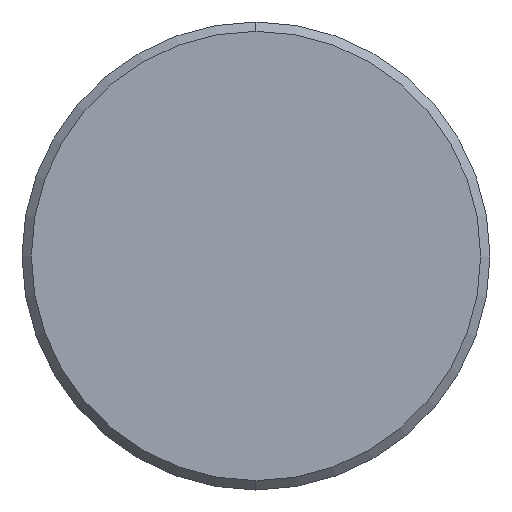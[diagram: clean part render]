
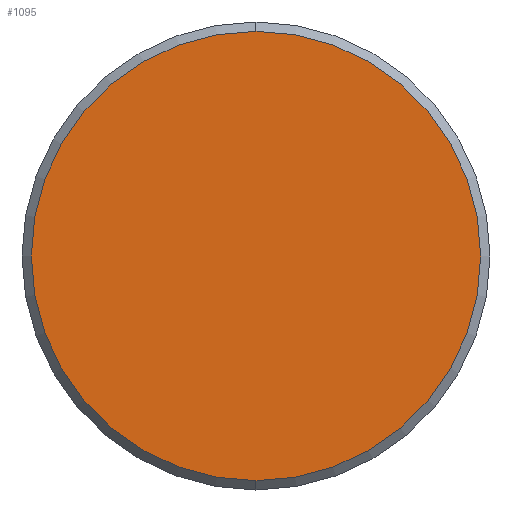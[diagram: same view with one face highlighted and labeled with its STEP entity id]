
A CAD part, left-side view. The second image highlights one B-rep face of the part: STEP entity #1095.
In plain terms, the highlighted planar face has unit normal (-1, 0, 0).
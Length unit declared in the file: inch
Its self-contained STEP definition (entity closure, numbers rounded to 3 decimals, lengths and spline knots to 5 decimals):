
#33 = VERTEX_POINT ( 'NONE', #1301 ) ;
#75 = CARTESIAN_POINT ( 'NONE',  ( 0., 0.5, 0. ) ) ;
#103 = CARTESIAN_POINT ( 'NONE',  ( 0., 0., 0. ) ) ;
#168 = PLANE ( 'NONE',  #684 ) ;
#171 = CIRCLE ( 'NONE', #1074, 0.48 ) ;
#198 = DIRECTION ( 'NONE',  ( 0., 0., -1. ) ) ;
#217 = CIRCLE ( 'NONE', #969, 0.48 ) ;
#420 = ORIENTED_EDGE ( 'NONE', *, *, #563, .F. ) ;
#426 = DIRECTION ( 'NONE',  ( 1., 0., 0. ) ) ;
#489 = EDGE_CURVE ( 'NONE', #785, #33, #171, .T. ) ;
#492 = DIRECTION ( 'NONE',  ( 0., 0., 1. ) ) ;
#563 = EDGE_CURVE ( 'NONE', #33, #785, #217, .T. ) ;
#632 = ORIENTED_EDGE ( 'NONE', *, *, #489, .F. ) ;
#684 = AXIS2_PLACEMENT_3D ( 'NONE', #75, #1128, #492 ) ;
#752 = CARTESIAN_POINT ( 'NONE',  ( 0., 0., -0.48 ) ) ;
#785 = VERTEX_POINT ( 'NONE', #752 ) ;
#825 = DIRECTION ( 'NONE',  ( 1., 0., 0. ) ) ;
#969 = AXIS2_PLACEMENT_3D ( 'NONE', #1062, #426, #1175 ) ;
#1062 = CARTESIAN_POINT ( 'NONE',  ( 0., 0., 0. ) ) ;
#1074 = AXIS2_PLACEMENT_3D ( 'NONE', #103, #825, #198 ) ;
#1095 = ADVANCED_FACE ( 'NONE', ( #1131 ), #168, .T. ) ;
#1128 = DIRECTION ( 'NONE',  ( -1., 0., 0. ) ) ;
#1131 = FACE_OUTER_BOUND ( 'NONE', #1265, .T. ) ;
#1175 = DIRECTION ( 'NONE',  ( 0., 0., -1. ) ) ;
#1265 = EDGE_LOOP ( 'NONE', ( #632, #420 ) ) ;
#1301 = CARTESIAN_POINT ( 'NONE',  ( 0., 0., 0.48 ) ) ;
